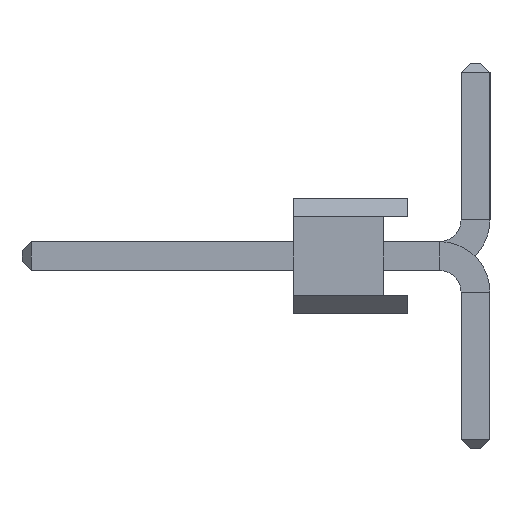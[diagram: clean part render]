
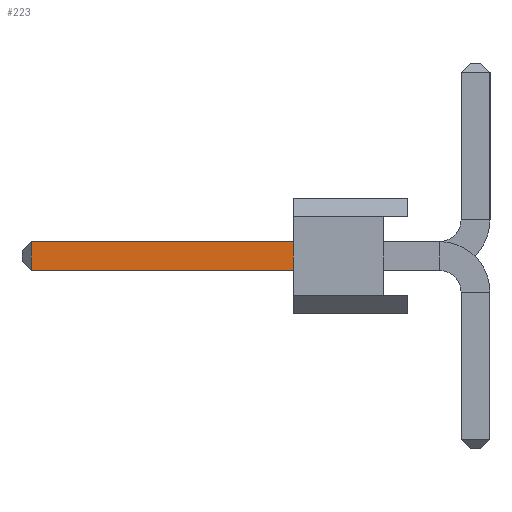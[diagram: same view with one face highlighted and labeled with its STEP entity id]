
A CAD part, left-side view. The second image highlights one B-rep face of the part: STEP entity #223.
In plain terms, the highlighted planar face has unit normal (-1, 0, 0).
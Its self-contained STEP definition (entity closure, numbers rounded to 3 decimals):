
#222 = LINE ( 'NONE', #1675, #1725 ) ;
#223 = ADVANCED_FACE ( 'NONE', ( #1726 ), #2003, .T. ) ;
#235 = DIRECTION ( 'NONE',  ( -1., 0., 0. ) ) ;
#252 = CARTESIAN_POINT ( 'NONE',  ( -0.32, -0.7, -0.32 ) ) ;
#315 = VECTOR ( 'NONE', #1092, 1000. ) ;
#337 = ORIENTED_EDGE ( 'NONE', *, *, #1480, .F. ) ;
#378 = EDGE_CURVE ( 'NONE', #1395, #996, #438, .T. ) ;
#404 = DIRECTION ( 'NONE',  ( 0., 0., 1. ) ) ;
#407 = EDGE_CURVE ( 'NONE', #1395, #1057, #1019, .T. ) ;
#409 = CARTESIAN_POINT ( 'NONE',  ( -0.32, -0.7, -0.32 ) ) ;
#427 = VECTOR ( 'NONE', #1835, 1000. ) ;
#438 = LINE ( 'NONE', #1497, #1527 ) ;
#755 = ORIENTED_EDGE ( 'NONE', *, *, #407, .T. ) ;
#800 = VERTEX_POINT ( 'NONE', #1153 ) ;
#820 = ORIENTED_EDGE ( 'NONE', *, *, #378, .F. ) ;
#862 = EDGE_LOOP ( 'NONE', ( #755, #1040, #337, #820 ) ) ;
#996 = VERTEX_POINT ( 'NONE', #1652 ) ;
#1019 = LINE ( 'NONE', #1559, #315 ) ;
#1040 = ORIENTED_EDGE ( 'NONE', *, *, #1447, .T. ) ;
#1057 = VERTEX_POINT ( 'NONE', #1973 ) ;
#1092 = DIRECTION ( 'NONE',  ( 0., 1., 0. ) ) ;
#1153 = CARTESIAN_POINT ( 'NONE',  ( -0.32, 8.34, -0.32 ) ) ;
#1207 = DIRECTION ( 'NONE',  ( 0., 0., -1. ) ) ;
#1300 = LINE ( 'NONE', #409, #427 ) ;
#1391 = AXIS2_PLACEMENT_3D ( 'NONE', #252, #235, #404 ) ;
#1395 = VERTEX_POINT ( 'NONE', #1733 ) ;
#1447 = EDGE_CURVE ( 'NONE', #1057, #800, #222, .T. ) ;
#1480 = EDGE_CURVE ( 'NONE', #996, #800, #1300, .T. ) ;
#1497 = CARTESIAN_POINT ( 'NONE',  ( -0.32, 2.54, 0. ) ) ;
#1504 = DIRECTION ( 'NONE',  ( 0., 0., -1. ) ) ;
#1527 = VECTOR ( 'NONE', #1504, 1000. ) ;
#1559 = CARTESIAN_POINT ( 'NONE',  ( -0.32, -0.7, 0.32 ) ) ;
#1652 = CARTESIAN_POINT ( 'NONE',  ( -0.32, 2.54, -0.32 ) ) ;
#1675 = CARTESIAN_POINT ( 'NONE',  ( -0.32, 8.34, -0.32 ) ) ;
#1725 = VECTOR ( 'NONE', #1207, 1000. ) ;
#1726 = FACE_OUTER_BOUND ( 'NONE', #862, .T. ) ;
#1733 = CARTESIAN_POINT ( 'NONE',  ( -0.32, 2.54, 0.32 ) ) ;
#1835 = DIRECTION ( 'NONE',  ( 0., 1., 0. ) ) ;
#1973 = CARTESIAN_POINT ( 'NONE',  ( -0.32, 8.34, 0.32 ) ) ;
#2003 = PLANE ( 'NONE',  #1391 ) ;
